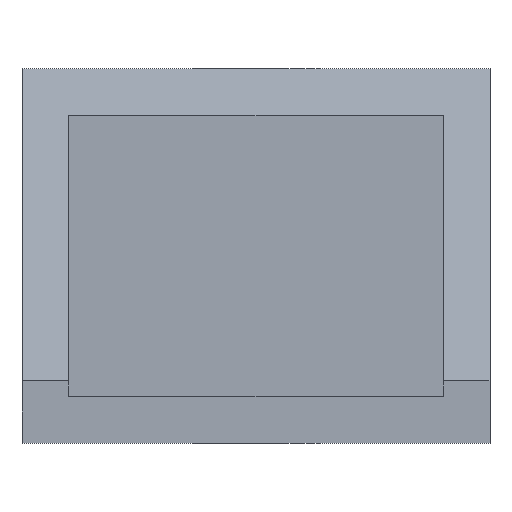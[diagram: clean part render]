
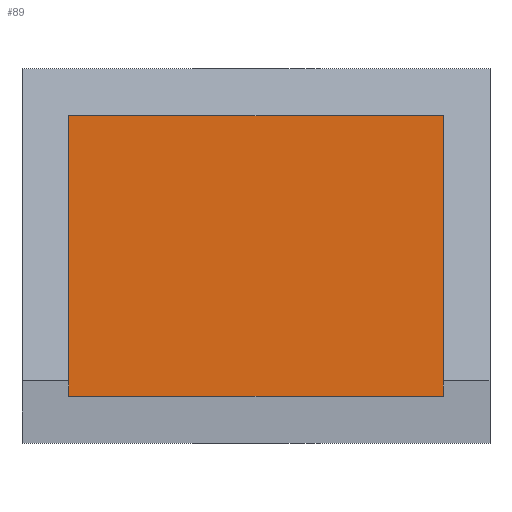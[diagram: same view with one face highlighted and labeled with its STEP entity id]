
A CAD part, front view. The second image highlights one B-rep face of the part: STEP entity #89.
In plain terms, the highlighted planar face has unit normal (0, -1, 0).
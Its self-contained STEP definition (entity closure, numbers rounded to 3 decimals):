
#3 = EDGE_LOOP ( 'NONE', ( #42, #177, #449, #106 ) ) ;
#20 = VECTOR ( 'NONE', #338, 1000. ) ;
#42 = ORIENTED_EDGE ( 'NONE', *, *, #160, .F. ) ;
#54 = EDGE_CURVE ( 'NONE', #518, #492, #510, .T. ) ;
#84 = CARTESIAN_POINT ( 'NONE',  ( -6., -1.5, -8.5 ) ) ;
#89 = ADVANCED_FACE ( 'NONE', ( #320 ), #502, .T. ) ;
#102 = DIRECTION ( 'NONE',  ( 0., 0., 1. ) ) ;
#106 = ORIENTED_EDGE ( 'NONE', *, *, #54, .F. ) ;
#109 = VERTEX_POINT ( 'NONE', #405 ) ;
#116 = VERTEX_POINT ( 'NONE', #84 ) ;
#136 = VECTOR ( 'NONE', #102, 1000. ) ;
#148 = LINE ( 'NONE', #152, #136 ) ;
#152 = CARTESIAN_POINT ( 'NONE',  ( 6., -1.5, 0. ) ) ;
#160 = EDGE_CURVE ( 'NONE', #116, #518, #593, .T. ) ;
#167 = CARTESIAN_POINT ( 'NONE',  ( -6., -1.5, 0.5 ) ) ;
#171 = DIRECTION ( 'NONE',  ( 0., 0., -1. ) ) ;
#177 = ORIENTED_EDGE ( 'NONE', *, *, #356, .F. ) ;
#230 = LINE ( 'NONE', #468, #342 ) ;
#276 = CARTESIAN_POINT ( 'NONE',  ( 7.5, -1.5, 0.5 ) ) ;
#316 = CARTESIAN_POINT ( 'NONE',  ( 7.5, -1.5, 0. ) ) ;
#319 = VECTOR ( 'NONE', #465, 1000. ) ;
#320 = FACE_OUTER_BOUND ( 'NONE', #3, .T. ) ;
#338 = DIRECTION ( 'NONE',  ( 0., 0., 1. ) ) ;
#342 = VECTOR ( 'NONE', #387, 1000. ) ;
#356 = EDGE_CURVE ( 'NONE', #109, #116, #230, .T. ) ;
#387 = DIRECTION ( 'NONE',  ( -1., 0., 0. ) ) ;
#405 = CARTESIAN_POINT ( 'NONE',  ( 6., -1.5, -8.5 ) ) ;
#449 = ORIENTED_EDGE ( 'NONE', *, *, #450, .T. ) ;
#450 = EDGE_CURVE ( 'NONE', #109, #492, #148, .T. ) ;
#465 = DIRECTION ( 'NONE',  ( 1., 0., 0. ) ) ;
#468 = CARTESIAN_POINT ( 'NONE',  ( 7.5, -1.5, -8.5 ) ) ;
#469 = AXIS2_PLACEMENT_3D ( 'NONE', #316, #547, #171 ) ;
#491 = CARTESIAN_POINT ( 'NONE',  ( 6., -1.5, 0.5 ) ) ;
#492 = VERTEX_POINT ( 'NONE', #491 ) ;
#502 = PLANE ( 'NONE',  #469 ) ;
#510 = LINE ( 'NONE', #276, #319 ) ;
#518 = VERTEX_POINT ( 'NONE', #167 ) ;
#547 = DIRECTION ( 'NONE',  ( 0., -1., 0. ) ) ;
#573 = CARTESIAN_POINT ( 'NONE',  ( -6., -1.5, 0. ) ) ;
#593 = LINE ( 'NONE', #573, #20 ) ;
